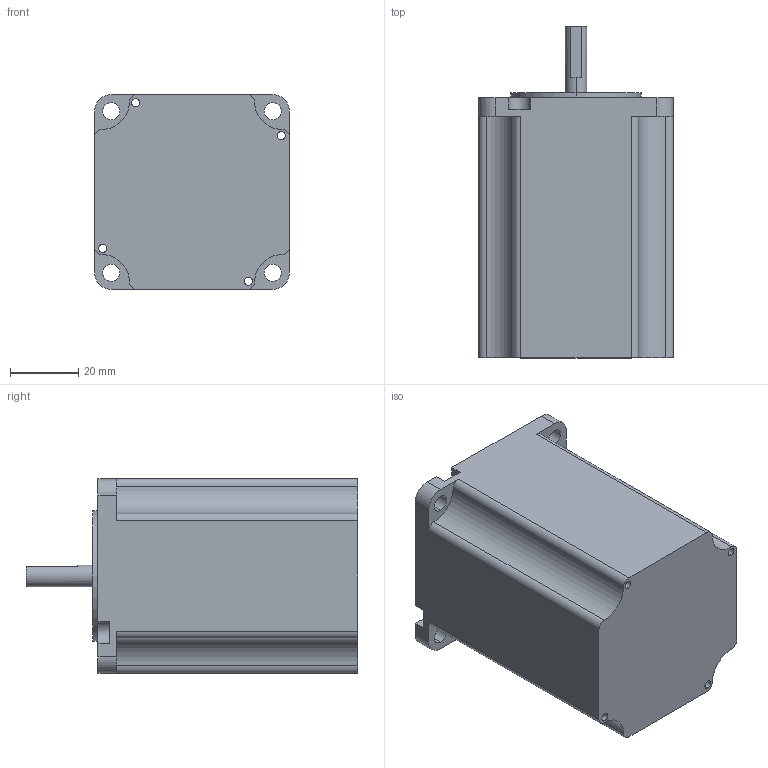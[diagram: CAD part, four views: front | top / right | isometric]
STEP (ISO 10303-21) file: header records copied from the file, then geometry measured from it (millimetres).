
FILE_DESCRIPTION (( 'STEP AP214' ), '1' );
FILE_NAME ('57AM23-6.35£¨57HT76-D0621-004£©.STEP', '2020-12-21T03:00:46', ( '' ), ( '' ), 'SwSTEP 2.0', 'SolidWorks 2020', '' );
FILE_SCHEMA (( 'AUTOMOTIVE_DESIGN' ));
Length unit declared in the file: millimetre
Products named in the file (1): 57AM23-6.35（57HT76-D0621-004）
Bounding box: 57 x 97 x 57 mm (x, y, z)
Volume: 219793 mm3; surface area: 25584.2 mm2
Topology: 1 solids, 1 shells, 73 faces, 201 edges, 134 vertices
Faces by surface type: cylinder 45, plane 28
Entity records: 2433 total; most frequent: DIRECTION 441, CARTESIAN_POINT 409, ORIENTED_EDGE 402, EDGE_CURVE 201, AXIS2_PLACEMENT_3D 166, VERTEX_POINT 134, VECTOR 109, LINE 109
